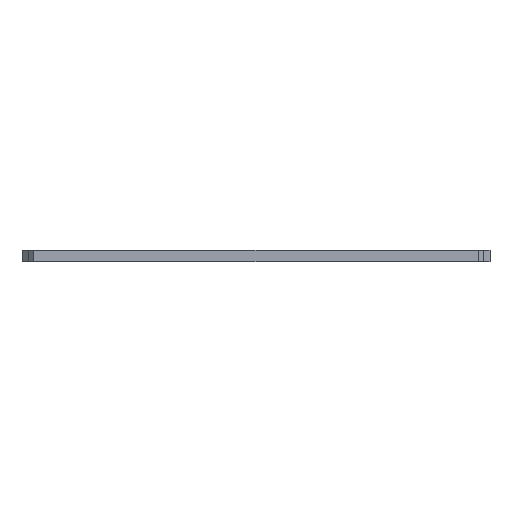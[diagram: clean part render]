
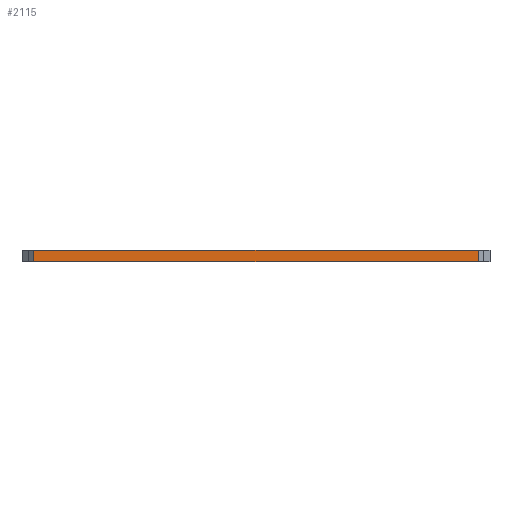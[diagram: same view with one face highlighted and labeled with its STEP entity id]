
A CAD part, front view. The second image highlights one B-rep face of the part: STEP entity #2115.
In plain terms, the highlighted planar face has unit normal (0, -1, 0).
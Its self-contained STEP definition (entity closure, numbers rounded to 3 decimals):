
#131=PLANE('',#2342);
#246=FACE_OUTER_BOUND('',#397,.T.);
#397=EDGE_LOOP('',(#1863,#1864,#1865,#1866));
#476=LINE('',#3132,#668);
#596=LINE('',#3528,#788);
#597=LINE('',#3531,#789);
#598=LINE('',#3532,#790);
#668=VECTOR('',#2496,10.);
#788=VECTOR('',#2924,10.);
#789=VECTOR('',#2927,10.);
#790=VECTOR('',#2928,10.);
#966=VERTEX_POINT('',#3129);
#967=VERTEX_POINT('',#3131);
#1089=VERTEX_POINT('',#3526);
#1090=VERTEX_POINT('',#3530);
#1172=EDGE_CURVE('',#966,#967,#476,.T.);
#1364=EDGE_CURVE('',#1089,#967,#596,.T.);
#1365=EDGE_CURVE('',#1090,#1089,#597,.T.);
#1366=EDGE_CURVE('',#1090,#966,#598,.T.);
#1863=ORIENTED_EDGE('',*,*,#1365,.T.);
#1864=ORIENTED_EDGE('',*,*,#1364,.T.);
#1865=ORIENTED_EDGE('',*,*,#1172,.F.);
#1866=ORIENTED_EDGE('',*,*,#1366,.F.);
#2115=ADVANCED_FACE('',(#246),#131,.T.);
#2342=AXIS2_PLACEMENT_3D('',#3529,#2925,#2926);
#2496=DIRECTION('',(-1.,0.,0.));
#2924=DIRECTION('',(0.,0.,-1.));
#2925=DIRECTION('center_axis',(0.,-1.,0.));
#2926=DIRECTION('ref_axis',(-1.,0.,0.));
#2927=DIRECTION('',(-1.,0.,0.));
#2928=DIRECTION('',(0.,0.,-1.));
#3129=CARTESIAN_POINT('',(123.5,-126.5,-6.35));
#3131=CARTESIAN_POINT('',(-123.5,-126.5,-6.35));
#3132=CARTESIAN_POINT('',(126.5,-126.5,-6.35));
#3526=CARTESIAN_POINT('',(-123.5,-126.5,0.));
#3528=CARTESIAN_POINT('',(-123.5,-126.5,0.));
#3529=CARTESIAN_POINT('Origin',(123.5,-126.5,0.));
#3530=CARTESIAN_POINT('',(123.5,-126.5,0.));
#3531=CARTESIAN_POINT('',(126.5,-126.5,0.));
#3532=CARTESIAN_POINT('',(123.5,-126.5,0.));
